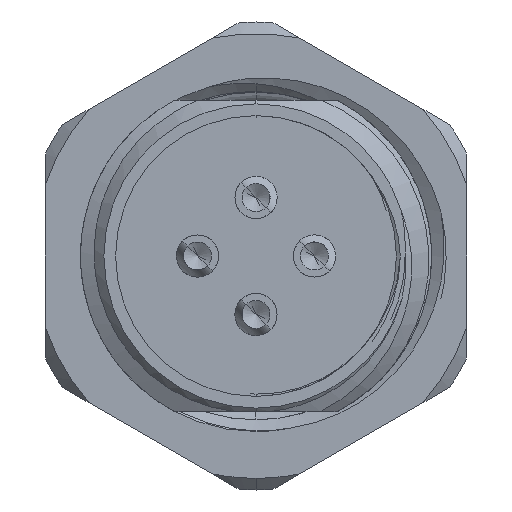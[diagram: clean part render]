
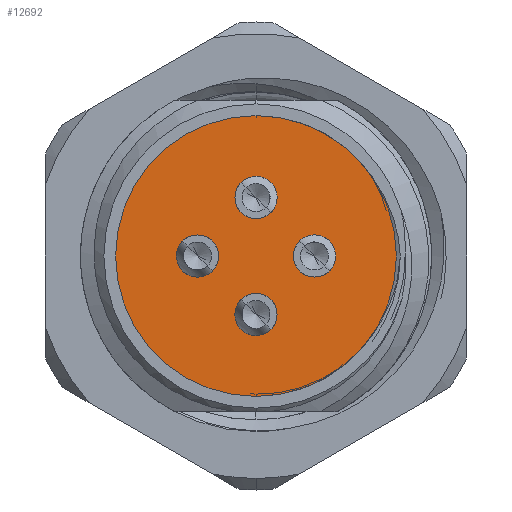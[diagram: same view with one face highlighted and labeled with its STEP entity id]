
A CAD part, left-side view. The second image highlights one B-rep face of the part: STEP entity #12692.
In plain terms, the highlighted planar face has unit normal (-1, 0, 0).
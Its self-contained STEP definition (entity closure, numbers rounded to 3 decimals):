
#366 = CARTESIAN_POINT ( 'NONE',  ( -13., 3.4, 0. ) ) ;
#477 = DIRECTION ( 'NONE',  ( -1., 0., 0. ) ) ;
#544 = DIRECTION ( 'NONE',  ( 0., 1., 0. ) ) ;
#651 = CARTESIAN_POINT ( 'NONE',  ( -13., -6., 0. ) ) ;
#678 = CIRCLE ( 'NONE', #3908, 0.9 ) ;
#714 = AXIS2_PLACEMENT_3D ( 'NONE', #10784, #3601, #12574 ) ;
#886 = EDGE_CURVE ( 'NONE', #2410, #8605, #12905, .T. ) ;
#1008 = AXIS2_PLACEMENT_3D ( 'NONE', #2018, #8443, #2140 ) ;
#1053 = DIRECTION ( 'NONE',  ( -1., 0., 0. ) ) ;
#1062 = ORIENTED_EDGE ( 'NONE', *, *, #2960, .F. ) ;
#1151 = DIRECTION ( 'NONE',  ( -1., 0., 0. ) ) ;
#1334 = EDGE_CURVE ( 'NONE', #3318, #6289, #11289, .T. ) ;
#1462 = CARTESIAN_POINT ( 'NONE',  ( -13., 0., 0. ) ) ;
#1471 = DIRECTION ( 'NONE',  ( 1., 0., 0. ) ) ;
#1671 = DIRECTION ( 'NONE',  ( -1., 0., 0. ) ) ;
#1751 = AXIS2_PLACEMENT_3D ( 'NONE', #10294, #477, #5113 ) ;
#2018 = CARTESIAN_POINT ( 'NONE',  ( -13., 0., 0. ) ) ;
#2067 = CARTESIAN_POINT ( 'NONE',  ( -13., -0.9, 2.5 ) ) ;
#2140 = DIRECTION ( 'NONE',  ( 0., 1., 0. ) ) ;
#2410 = VERTEX_POINT ( 'NONE', #8924 ) ;
#2546 = CIRCLE ( 'NONE', #7258, 0.9 ) ;
#2751 = CARTESIAN_POINT ( 'NONE',  ( -13., 0.9, -2.5 ) ) ;
#2754 = CARTESIAN_POINT ( 'NONE',  ( -13., 6., 0. ) ) ;
#2860 = EDGE_LOOP ( 'NONE', ( #12084, #6261 ) ) ;
#2960 = EDGE_CURVE ( 'NONE', #8773, #8799, #11081, .T. ) ;
#3074 = EDGE_CURVE ( 'NONE', #13065, #4217, #9251, .T. ) ;
#3127 = ORIENTED_EDGE ( 'NONE', *, *, #5246, .F. ) ;
#3221 = EDGE_CURVE ( 'NONE', #8799, #8773, #678, .T. ) ;
#3318 = VERTEX_POINT ( 'NONE', #651 ) ;
#3416 = PLANE ( 'NONE',  #8699 ) ;
#3474 = DIRECTION ( 'NONE',  ( 0., -1., 0. ) ) ;
#3601 = DIRECTION ( 'NONE',  ( -1., 0., 0. ) ) ;
#3908 = AXIS2_PLACEMENT_3D ( 'NONE', #8579, #12712, #3474 ) ;
#3910 = ORIENTED_EDGE ( 'NONE', *, *, #6504, .F. ) ;
#3927 = DIRECTION ( 'NONE',  ( -1., 0., 0. ) ) ;
#4217 = VERTEX_POINT ( 'NONE', #11974 ) ;
#4335 = VERTEX_POINT ( 'NONE', #8226 ) ;
#4475 = EDGE_LOOP ( 'NONE', ( #6363, #1062 ) ) ;
#4720 = DIRECTION ( 'NONE',  ( 0., -1., 0. ) ) ;
#5015 = VERTEX_POINT ( 'NONE', #2067 ) ;
#5020 = EDGE_CURVE ( 'NONE', #4217, #13065, #2546, .T. ) ;
#5066 = ORIENTED_EDGE ( 'NONE', *, *, #7195, .F. ) ;
#5113 = DIRECTION ( 'NONE',  ( 0., -1., 0. ) ) ;
#5132 = DIRECTION ( 'NONE',  ( 0., -1., 0. ) ) ;
#5168 = DIRECTION ( 'NONE',  ( 0., -1., 0. ) ) ;
#5246 = EDGE_CURVE ( 'NONE', #4335, #5015, #9206, .T. ) ;
#5277 = AXIS2_PLACEMENT_3D ( 'NONE', #13101, #3927, #6811 ) ;
#5401 = CARTESIAN_POINT ( 'NONE',  ( -13., -3.4, 0. ) ) ;
#5614 = FACE_BOUND ( 'NONE', #10055, .T. ) ;
#6162 = EDGE_LOOP ( 'NONE', ( #3910, #3127 ) ) ;
#6240 = CIRCLE ( 'NONE', #12008, 0.9 ) ;
#6261 = ORIENTED_EDGE ( 'NONE', *, *, #1334, .F. ) ;
#6289 = VERTEX_POINT ( 'NONE', #2754 ) ;
#6363 = ORIENTED_EDGE ( 'NONE', *, *, #3221, .F. ) ;
#6501 = FACE_BOUND ( 'NONE', #12093, .T. ) ;
#6503 = CARTESIAN_POINT ( 'NONE',  ( -13., 0., -2.5 ) ) ;
#6504 = EDGE_CURVE ( 'NONE', #5015, #4335, #9106, .T. ) ;
#6593 = AXIS2_PLACEMENT_3D ( 'NONE', #10668, #1471, #544 ) ;
#6770 = FACE_OUTER_BOUND ( 'NONE', #2860, .T. ) ;
#6811 = DIRECTION ( 'NONE',  ( 0., -1., 0. ) ) ;
#6816 = DIRECTION ( 'NONE',  ( -1., 0., 0. ) ) ;
#7195 = EDGE_CURVE ( 'NONE', #8605, #2410, #6240, .T. ) ;
#7258 = AXIS2_PLACEMENT_3D ( 'NONE', #10250, #1053, #5132 ) ;
#7510 = DIRECTION ( 'NONE',  ( -1., 0., 0. ) ) ;
#7921 = AXIS2_PLACEMENT_3D ( 'NONE', #8500, #6816, #4720 ) ;
#7962 = ORIENTED_EDGE ( 'NONE', *, *, #886, .F. ) ;
#8226 = CARTESIAN_POINT ( 'NONE',  ( -13., 0.9, 2.5 ) ) ;
#8443 = DIRECTION ( 'NONE',  ( 1., 0., 0. ) ) ;
#8500 = CARTESIAN_POINT ( 'NONE',  ( -13., 0., 2.5 ) ) ;
#8579 = CARTESIAN_POINT ( 'NONE',  ( -13., -2.5, 0. ) ) ;
#8605 = VERTEX_POINT ( 'NONE', #2751 ) ;
#8699 = AXIS2_PLACEMENT_3D ( 'NONE', #1462, #1671, #9518 ) ;
#8773 = VERTEX_POINT ( 'NONE', #10268 ) ;
#8799 = VERTEX_POINT ( 'NONE', #5401 ) ;
#8853 = DIRECTION ( 'NONE',  ( 0., -1., 0. ) ) ;
#8924 = CARTESIAN_POINT ( 'NONE',  ( -13., -0.9, -2.5 ) ) ;
#9106 = CIRCLE ( 'NONE', #10180, 0.9 ) ;
#9206 = CIRCLE ( 'NONE', #7921, 0.9 ) ;
#9251 = CIRCLE ( 'NONE', #1751, 0.9 ) ;
#9373 = CIRCLE ( 'NONE', #6593, 6. ) ;
#9518 = DIRECTION ( 'NONE',  ( 0., -1., 0. ) ) ;
#9582 = FACE_BOUND ( 'NONE', #4475, .T. ) ;
#10055 = EDGE_LOOP ( 'NONE', ( #11919, #11200 ) ) ;
#10081 = EDGE_CURVE ( 'NONE', #6289, #3318, #9373, .T. ) ;
#10180 = AXIS2_PLACEMENT_3D ( 'NONE', #10608, #1151, #5168 ) ;
#10250 = CARTESIAN_POINT ( 'NONE',  ( -13., 2.5, 0. ) ) ;
#10268 = CARTESIAN_POINT ( 'NONE',  ( -13., -1.6, 0. ) ) ;
#10294 = CARTESIAN_POINT ( 'NONE',  ( -13., 2.5, 0. ) ) ;
#10608 = CARTESIAN_POINT ( 'NONE',  ( -13., 0., 2.5 ) ) ;
#10668 = CARTESIAN_POINT ( 'NONE',  ( -13., 0., 0. ) ) ;
#10784 = CARTESIAN_POINT ( 'NONE',  ( -13., 0., -2.5 ) ) ;
#11081 = CIRCLE ( 'NONE', #5277, 0.9 ) ;
#11200 = ORIENTED_EDGE ( 'NONE', *, *, #3074, .F. ) ;
#11289 = CIRCLE ( 'NONE', #1008, 6. ) ;
#11919 = ORIENTED_EDGE ( 'NONE', *, *, #5020, .F. ) ;
#11974 = CARTESIAN_POINT ( 'NONE',  ( -13., 1.6, 0. ) ) ;
#12008 = AXIS2_PLACEMENT_3D ( 'NONE', #6503, #7510, #8853 ) ;
#12084 = ORIENTED_EDGE ( 'NONE', *, *, #10081, .F. ) ;
#12093 = EDGE_LOOP ( 'NONE', ( #7962, #5066 ) ) ;
#12574 = DIRECTION ( 'NONE',  ( 0., -1., 0. ) ) ;
#12659 = FACE_BOUND ( 'NONE', #6162, .T. ) ;
#12692 = ADVANCED_FACE ( 'NONE', ( #6501, #5614, #9582, #12659, #6770 ), #3416, .T. ) ;
#12712 = DIRECTION ( 'NONE',  ( -1., 0., 0. ) ) ;
#12905 = CIRCLE ( 'NONE', #714, 0.9 ) ;
#13065 = VERTEX_POINT ( 'NONE', #366 ) ;
#13101 = CARTESIAN_POINT ( 'NONE',  ( -13., -2.5, 0. ) ) ;
